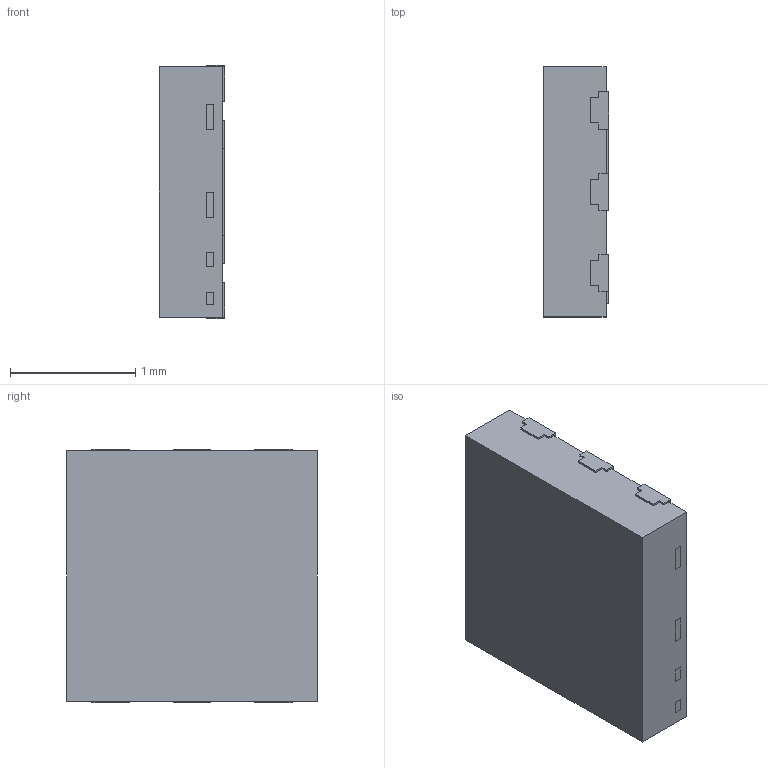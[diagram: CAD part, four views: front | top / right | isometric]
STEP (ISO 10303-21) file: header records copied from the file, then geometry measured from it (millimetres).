
FILE_DESCRIPTION(/* description */ ('Unknown'),/* implementation_level */ '2;1');
FILE_NAME(/* name */ 'SWP-DFN2020C-6',/* time_stamp */ '2023-07-06T11:07:40+08:00',/* author */ ('Unknown'),/* organization */ ('Unknown'),/* preprocessor_version */ 'ST-DEVELOPER v18.102',/* originating_system */ 'Solid Edge',/* authorisation */ 'Unknown');
FILE_SCHEMA (('AUTOMOTIVE_DESIGN {1 0 10303 214 3 1 1}'));
Length unit declared in the file: millimetre
Products named in the file (4): SWP-DFN2020C-6; CPD; LDF; Plating Sn
Assembly tree (4 placements, depth 2):
  SWP-DFN2020C-6
    CPD
    LDF
    Plating Sn  x2
Bounding box: 0.52 x 2 x 2.03 mm (x, y, z)
Volume: 2 mm3; surface area: 25.3 mm2
Topology: 10 solids, 10 shells, 352 faces, 993 edges, 661 vertices
Faces by surface type: plane 308, cylinder 44
Full cylindrical faces by diameter (mm): 0.1 x10
Entity records: 11565 total; most frequent: CARTESIAN_POINT 1851, ORIENTED_EDGE 1822, DIRECTION 1653, EDGE_CURVE 911, LINE 823, VECTOR 823, VERTEX_POINT 613, AXIS2_PLACEMENT_3D 415
